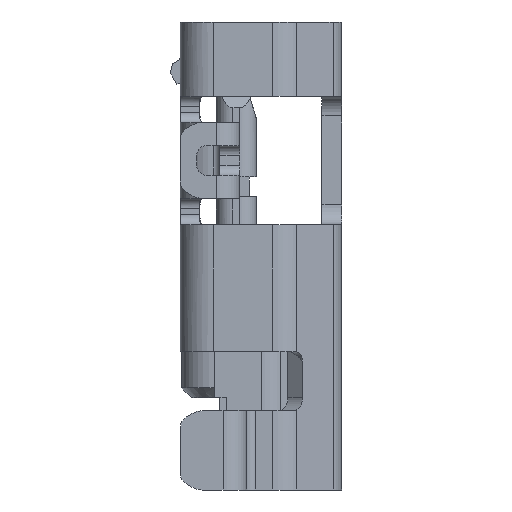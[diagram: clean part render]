
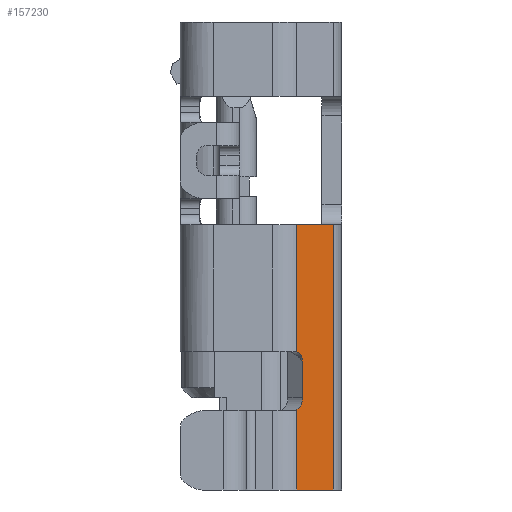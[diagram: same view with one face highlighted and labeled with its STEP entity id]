
A CAD part, left-side view. The second image highlights one B-rep face of the part: STEP entity #157230.
In plain terms, the highlighted face is planar.
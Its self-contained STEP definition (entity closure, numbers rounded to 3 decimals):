
#104940=CARTESIAN_POINT('',(-3.643,-0.45,
0.553));
#104950=DIRECTION('',(-0.676,0.,0.737));
#104960=DIRECTION('',(-0.737,0.,-0.676));
#104970=AXIS2_PLACEMENT_3D('',#104940,#104950,#104960);
#104980=CIRCLE('',#104970,0.2);
#104990=CARTESIAN_POINT('',(-3.588,-0.636,
0.604));
#105000=VERTEX_POINT('',#104990);
#105010=CARTESIAN_POINT('',(-3.495,-0.45,
0.689));
#105020=VERTEX_POINT('',#105010);
#105030=EDGE_CURVE('',#105000,#105020,#104980,.T.);
#105840=CARTESIAN_POINT('',(-3.588,-1.85,
0.604));
#105850=VERTEX_POINT('',#105840);
#106060=CARTESIAN_POINT('',(-3.588,-0.6,
0.604));
#106070=DIRECTION('',(0.,-1.,0.));
#106080=VECTOR('',#106070,1.);
#106090=LINE('',#106060,#106080);
#106100=EDGE_CURVE('',#105000,#105850,#106090,.T.);
#155450=CARTESIAN_POINT('',(-3.588,0.248,
0.604));
#155460=VERTEX_POINT('',#155450);
#155560=CARTESIAN_POINT('',(-3.588,2.175,
0.604));
#155570=VERTEX_POINT('',#155560);
#155600=CARTESIAN_POINT('',(-3.588,2.375,
0.604));
#155610=DIRECTION('',(0.,-1.,0.));
#155620=VECTOR('',#155610,1.425);
#155630=LINE('',#155600,#155620);
#155640=EDGE_CURVE('',#155570,#155460,#155630,.T.);
#156570=CARTESIAN_POINT('',(-3.495,0.1,
0.689));
#156580=VERTEX_POINT('',#156570);
#156730=CARTESIAN_POINT('',(-3.606,0.1,
0.587));
#156740=DIRECTION('',(0.676,0.,
-0.737));
#156750=DIRECTION('',(0.737,0.,0.676));
#156760=AXIS2_PLACEMENT_3D('',#156730,#156740,#156750);
#156770=CIRCLE('',#156760,0.15);
#156780=EDGE_CURVE('',#155460,#156580,#156770,.T.);
#156840=CARTESIAN_POINT('',(-2.988,-0.6,
1.154));
#156850=DIRECTION('',(0.676,0.,-0.737));
#156860=DIRECTION('',(-0.737,0.,-0.676));
#156870=AXIS2_PLACEMENT_3D('',#156840,#156850,#156860);
#156880=PLANE('',#156870);
#156890=ORIENTED_EDGE('',*,*,#105030,.F.);
#156900=CARTESIAN_POINT('',(-3.495,-0.6,
0.689));
#156910=DIRECTION('',(0.,-1.,0.));
#156920=VECTOR('',#156910,1.);
#156930=LINE('',#156900,#156920);
#156940=EDGE_CURVE('',#156580,#105020,#156930,.T.);
#156950=ORIENTED_EDGE('',*,*,#156940,.T.);
#156960=ORIENTED_EDGE('',*,*,#156780,.T.);
#156970=ORIENTED_EDGE('',*,*,#155640,.T.);
#156980=CARTESIAN_POINT('',(-2.988,2.175,
1.154));
#156990=DIRECTION('',(-0.737,0.,-0.676));
#157000=VECTOR('',#156990,0.814);
#157010=LINE('',#156980,#157000);
#157020=CARTESIAN_POINT('',(-2.988,2.175,
1.154));
#157030=VERTEX_POINT('',#157020);
#157040=EDGE_CURVE('',#157030,#155570,#157010,.T.);
#157050=ORIENTED_EDGE('',*,*,#157040,.T.);
#157060=CARTESIAN_POINT('',(-2.988,-0.6,
1.154));
#157070=DIRECTION('',(0.,1.,0.));
#157080=VECTOR('',#157070,2.975);
#157090=LINE('',#157060,#157080);
#157100=CARTESIAN_POINT('',(-2.988,-1.85,
1.154));
#157110=VERTEX_POINT('',#157100);
#157120=EDGE_CURVE('',#157110,#157030,#157090,.T.);
#157130=ORIENTED_EDGE('',*,*,#157120,.T.);
#157140=CARTESIAN_POINT('',(0.,-1.85,3.892));
#157150=DIRECTION('',(0.737,0.,0.676));
#157160=VECTOR('',#157150,1.);
#157170=LINE('',#157140,#157160);
#157180=EDGE_CURVE('',#105850,#157110,#157170,.T.);
#157190=ORIENTED_EDGE('',*,*,#157180,.T.);
#157200=ORIENTED_EDGE('',*,*,#106100,.T.);
#157210=EDGE_LOOP('',(#157200,#157190,#157130,#157050,#156970,#156960,
#156950,#156890));
#157220=FACE_OUTER_BOUND('',#157210,.T.);
#157230=ADVANCED_FACE('',(#157220),#156880,.F.);
